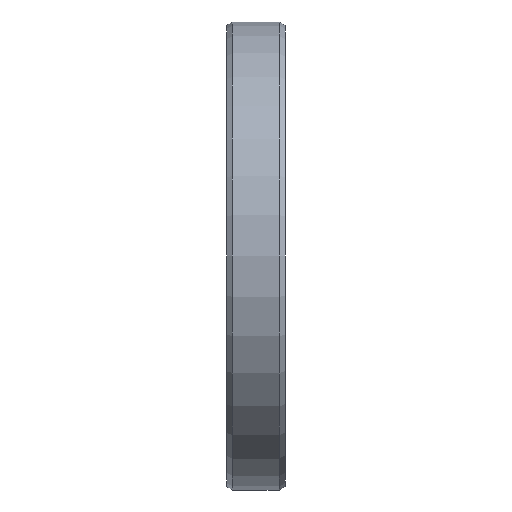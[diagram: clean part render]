
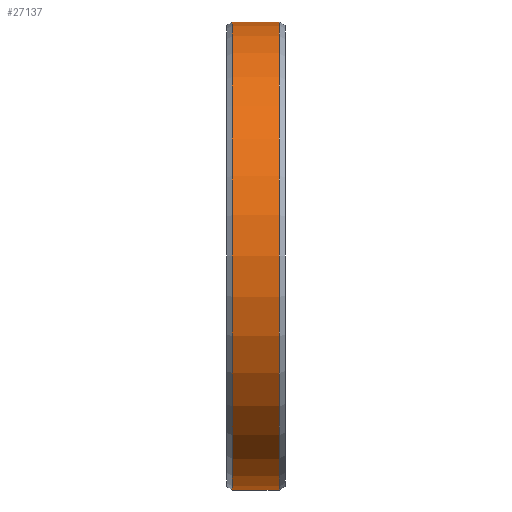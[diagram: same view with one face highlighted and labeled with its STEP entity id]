
A CAD part, left-side view. The second image highlights one B-rep face of the part: STEP entity #27137.
In plain terms, the highlighted cylindrical face has radius 40 mm (diameter 80 mm), a partial arc.
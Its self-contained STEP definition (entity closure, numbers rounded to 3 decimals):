
#26447=DIRECTION('',(0.,1.,0.));
#26448=VECTOR('',#26447,8.);
#26449=CARTESIAN_POINT('',(0.,-4.,-40.));
#26450=LINE('',#26449,#26448);
#26454=DIRECTION('',(0.,1.,0.));
#26455=VECTOR('',#26454,8.);
#26456=CARTESIAN_POINT('',(0.,-4.,40.));
#26457=LINE('',#26456,#26455);
#26461=CARTESIAN_POINT('',(0.,-4.,0.));
#26462=DIRECTION('',(0.,1.,0.));
#26463=DIRECTION('',(0.,0.,-1.));
#26464=AXIS2_PLACEMENT_3D('',#26461,#26462,#26463);
#26499=CARTESIAN_POINT('',(0.,4.,0.));
#26500=DIRECTION('',(0.,1.,0.));
#26501=DIRECTION('',(0.,0.,-1.));
#26502=AXIS2_PLACEMENT_3D('',#26499,#26500,#26501);
#26532=CARTESIAN_POINT('',(0.,-4.,-40.));
#26534=VERTEX_POINT('',#26532);
#26535=CARTESIAN_POINT('',(0.,4.,-40.));
#26536=VERTEX_POINT('',#26535);
#26564=CARTESIAN_POINT('',(0.,-4.,40.));
#26566=VERTEX_POINT('',#26564);
#26567=CARTESIAN_POINT('',(0.,4.,40.));
#26568=VERTEX_POINT('',#26567);
#27123=CARTESIAN_POINT('',(0.,41.885,0.));
#27124=DIRECTION('',(0.,-1.,0.));
#27125=DIRECTION('',(0.,0.,1.));
#27126=AXIS2_PLACEMENT_3D('',#27123,#27124,#27125);
#27127=CYLINDRICAL_SURFACE('',#27126,40.);
#27129=ORIENTED_EDGE('',*,*,#27128,.T.);
#27131=ORIENTED_EDGE('',*,*,#27130,.T.);
#27133=ORIENTED_EDGE('',*,*,#27132,.F.);
#27134=ORIENTED_EDGE('',*,*,#27109,.F.);
#27135=EDGE_LOOP('',(#27129,#27131,#27133,#27134));
#27136=FACE_OUTER_BOUND('',#27135,.F.);
#26465=CIRCLE('',#26464,40.);
#26503=CIRCLE('',#26502,40.);
#27109=EDGE_CURVE('',#26534,#26566,#26465,.T.);
#27128=EDGE_CURVE('',#26534,#26536,#26450,.T.);
#27130=EDGE_CURVE('',#26536,#26568,#26503,.T.);
#27132=EDGE_CURVE('',#26566,#26568,#26457,.T.);
#27137=ADVANCED_FACE('',(#27136),#27127,.T.);
